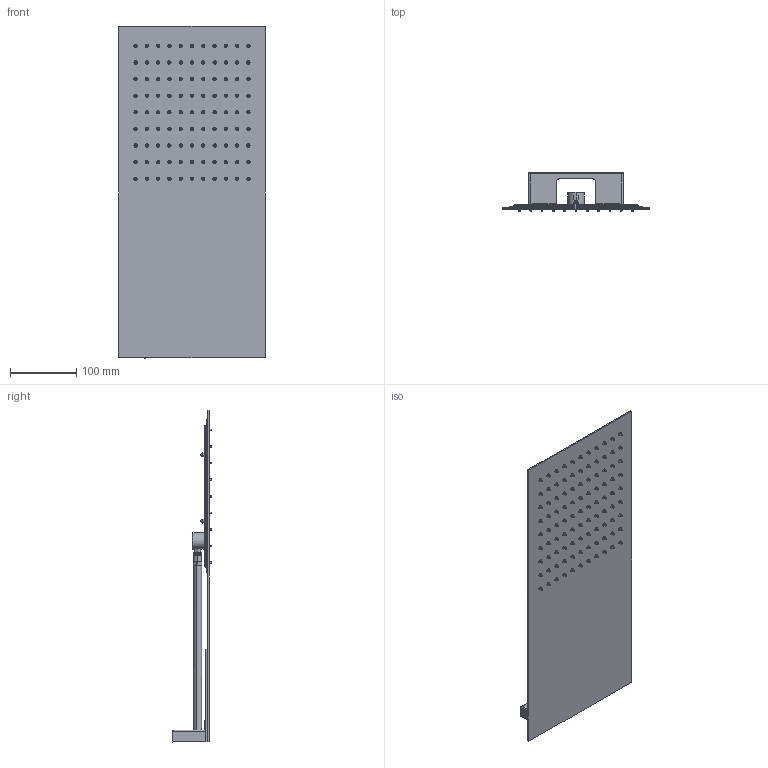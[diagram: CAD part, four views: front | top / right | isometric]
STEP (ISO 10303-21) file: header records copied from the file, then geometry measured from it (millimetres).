
FILE_DESCRIPTION((''),'2;1');
FILE_NAME('ZSOF117CR','2022-01-17T14:17:39',('ut3'),('PAFFONI SpA'),'CREO PARAMETRIC BY PTC INC, 2020044','CREO PARAMETRIC BY PTC INC, 2020044','');
FILE_SCHEMA(('CONFIG_CONTROL_DESIGN','SHAPE_APPEARANCE_LAYERS_GROUPS'));
Products named in the file (1): ZSOF117CR
Bounding box: 220 x 59.8 x 500 mm (x, y, z)
Volume: 403851.6 mm3; surface area: 375703.6 mm2
Topology: 4 solids, 4 shells, 1849 faces, 4266 edges, 2753 vertices
Faces by surface type: cylinder 935, plane 456, torus 422, cone 32, sphere 4
Entity records: 67546 total; most frequent: DIRECTION 10905, CARTESIAN_POINT 9274, ORIENTED_EDGE 8516, AXIS2_PLACEMENT_3D 4814, EDGE_CURVE 4258, CIRCLE 2965, VERTEX_POINT 2753, EDGE_LOOP 2391
